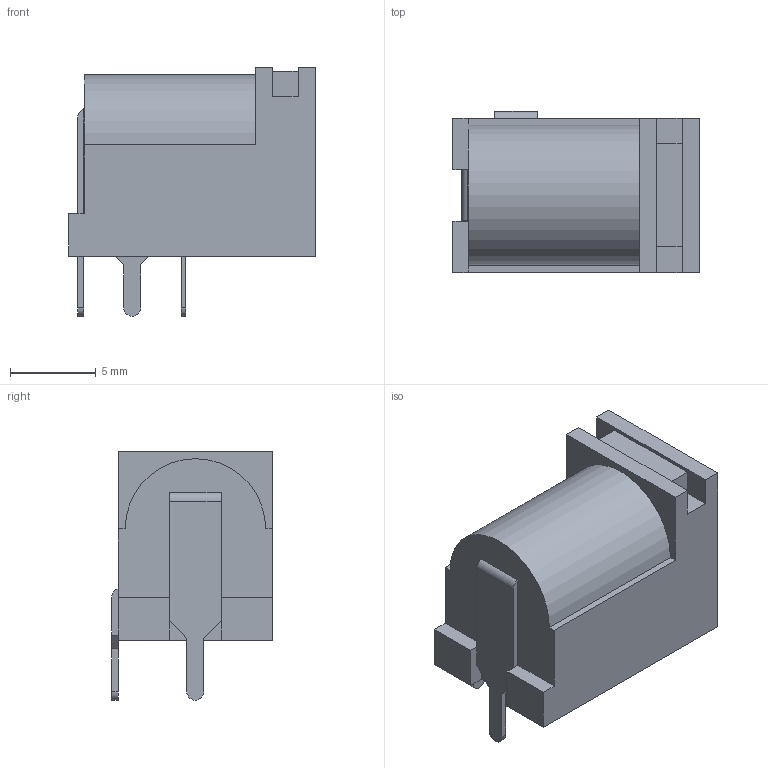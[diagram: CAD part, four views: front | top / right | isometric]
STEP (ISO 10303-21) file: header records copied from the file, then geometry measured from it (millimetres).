
FILE_DESCRIPTION(/* description */ (''),/* implementation_level */ '2;1');
FILE_NAME(/* name */ 'PJ-102B_POWER_CON_ipt_f1fb618.STEP',/* time_stamp */ '2022-06-02T14:50:32+03:00',/* author */ ('Sulieman DAHER'),/* organization */ (''),/* preprocessor_version */ 'ST-DEVELOPER v16.13',/* originating_system */ 'Autodesk Inventor 2018',/* authorisation */ '');
FILE_SCHEMA (('AUTOMOTIVE_DESIGN { 1 0 10303 214 3 1 1 }'));
Length unit declared in the file: millimetre
Products named in the file (1): PJ-102B_POWER_CON
Bounding box: 14.4 x 9.4 x 14.5 mm (x, y, z)
Volume: 1011.8 mm3; surface area: 988.5 mm2
Topology: 1 solids, 1 shells, 56 faces, 147 edges, 96 vertices
Faces by surface type: plane 47, cylinder 8, cone 1
Full cylindrical faces by diameter (mm): 2.5 x1, 6.5 x1
Entity records: 1789 total; most frequent: CARTESIAN_POINT 295, ORIENTED_EDGE 286, DIRECTION 274, EDGE_CURVE 143, LINE 126, VECTOR 126, VERTEX_POINT 95, AXIS2_PLACEMENT_3D 74
